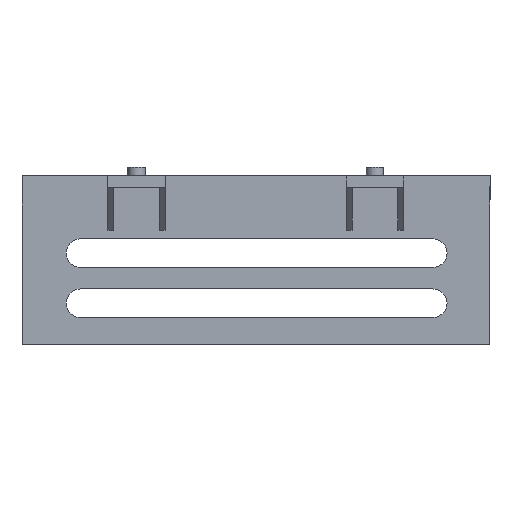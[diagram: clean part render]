
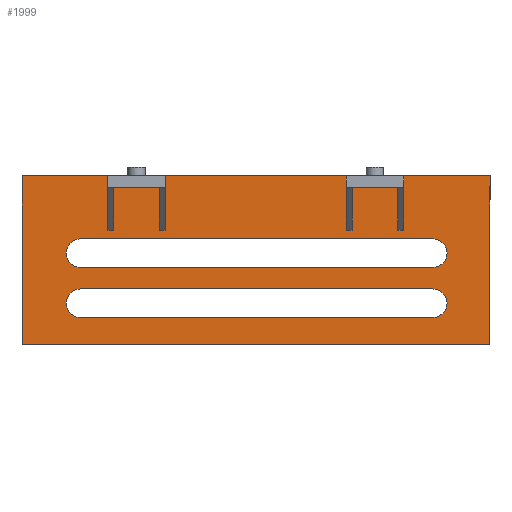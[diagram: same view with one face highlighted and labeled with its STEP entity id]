
A CAD part, front view. The second image highlights one B-rep face of the part: STEP entity #1999.
In plain terms, the highlighted planar face has unit normal (0, -1, 0).
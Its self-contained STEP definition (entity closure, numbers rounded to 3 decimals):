
#78=FACE_BOUND('',#370,.T.);
#79=FACE_BOUND('',#371,.T.);
#114=CIRCLE('',#2076,5.);
#117=CIRCLE('',#2081,5.);
#120=CIRCLE('',#2090,5.);
#123=CIRCLE('',#2095,5.);
#239=FACE_OUTER_BOUND('',#369,.T.);
#369=EDGE_LOOP('',(#1771,#1772,#1773,#1774,#1775,#1776,#1777,#1778,#1779,
#1780,#1781,#1782,#1783,#1784,#1785,#1786,#1787,#1788,#1789,#1790));
#370=EDGE_LOOP('',(#1791,#1792,#1793,#1794));
#371=EDGE_LOOP('',(#1795,#1796,#1797,#1798));
#443=LINE('',#2901,#663);
#452=LINE('',#2927,#672);
#457=LINE('',#2941,#677);
#466=LINE('',#2967,#686);
#478=LINE('',#3023,#698);
#487=LINE('',#3038,#707);
#505=LINE('',#3079,#725);
#508=LINE('',#3085,#728);
#510=LINE('',#3089,#730);
#518=LINE('',#3106,#738);
#519=LINE('',#3108,#739);
#521=LINE('',#3114,#741);
#524=LINE('',#3120,#744);
#526=LINE('',#3124,#746);
#550=LINE('',#3176,#770);
#551=LINE('',#3178,#771);
#555=LINE('',#3186,#775);
#557=LINE('',#3191,#777);
#563=LINE('',#3202,#783);
#565=LINE('',#3207,#785);
#591=LINE('',#3257,#811);
#596=LINE('',#3265,#816);
#597=LINE('',#3266,#817);
#598=LINE('',#3267,#818);
#663=VECTOR('',#2356,10.);
#672=VECTOR('',#2383,10.);
#677=VECTOR('',#2398,10.);
#686=VECTOR('',#2425,10.);
#698=VECTOR('',#2489,10.);
#707=VECTOR('',#2500,10.);
#725=VECTOR('',#2532,10.);
#728=VECTOR('',#2537,10.);
#730=VECTOR('',#2541,10.);
#738=VECTOR('',#2553,10.);
#739=VECTOR('',#2556,10.);
#741=VECTOR('',#2560,10.);
#744=VECTOR('',#2565,10.);
#746=VECTOR('',#2569,10.);
#770=VECTOR('',#2609,10.);
#771=VECTOR('',#2612,10.);
#775=VECTOR('',#2620,10.);
#777=VECTOR('',#2624,10.);
#783=VECTOR('',#2636,10.);
#785=VECTOR('',#2640,10.);
#811=VECTOR('',#2690,10.);
#816=VECTOR('',#2701,10.);
#817=VECTOR('',#2702,10.);
#818=VECTOR('',#2703,10.);
#886=VERTEX_POINT('',#2898);
#887=VERTEX_POINT('',#2900);
#892=VERTEX_POINT('',#2913);
#895=VERTEX_POINT('',#2923);
#898=VERTEX_POINT('',#2938);
#899=VERTEX_POINT('',#2940);
#904=VERTEX_POINT('',#2953);
#907=VERTEX_POINT('',#2963);
#924=VERTEX_POINT('',#3020);
#925=VERTEX_POINT('',#3022);
#930=VERTEX_POINT('',#3036);
#945=VERTEX_POINT('',#3076);
#946=VERTEX_POINT('',#3078);
#948=VERTEX_POINT('',#3084);
#949=VERTEX_POINT('',#3088);
#955=VERTEX_POINT('',#3102);
#956=VERTEX_POINT('',#3104);
#958=VERTEX_POINT('',#3111);
#959=VERTEX_POINT('',#3113);
#961=VERTEX_POINT('',#3119);
#962=VERTEX_POINT('',#3123);
#981=VERTEX_POINT('',#3172);
#982=VERTEX_POINT('',#3174);
#983=VERTEX_POINT('',#3182);
#986=VERTEX_POINT('',#3189);
#987=VERTEX_POINT('',#3198);
#990=VERTEX_POINT('',#3205);
#1002=VERTEX_POINT('',#3256);
#1095=EDGE_CURVE('',#887,#886,#443,.T.);
#1102=EDGE_CURVE('',#886,#892,#114,.T.);
#1106=EDGE_CURVE('',#895,#887,#117,.T.);
#1108=EDGE_CURVE('',#892,#895,#452,.T.);
#1115=EDGE_CURVE('',#899,#898,#457,.T.);
#1122=EDGE_CURVE('',#898,#904,#120,.T.);
#1126=EDGE_CURVE('',#907,#899,#123,.T.);
#1128=EDGE_CURVE('',#904,#907,#466,.T.);
#1154=EDGE_CURVE('',#924,#925,#478,.T.);
#1163=EDGE_CURVE('',#930,#924,#487,.T.);
#1182=EDGE_CURVE('',#946,#945,#505,.T.);
#1185=EDGE_CURVE('',#948,#946,#508,.T.);
#1187=EDGE_CURVE('',#949,#948,#510,.T.);
#1196=EDGE_CURVE('',#955,#956,#518,.T.);
#1197=EDGE_CURVE('',#956,#949,#519,.T.);
#1199=EDGE_CURVE('',#959,#958,#521,.T.);
#1202=EDGE_CURVE('',#961,#959,#524,.T.);
#1204=EDGE_CURVE('',#962,#961,#526,.T.);
#1230=EDGE_CURVE('',#981,#982,#550,.T.);
#1231=EDGE_CURVE('',#982,#962,#551,.T.);
#1235=EDGE_CURVE('',#983,#981,#555,.T.);
#1237=EDGE_CURVE('',#958,#986,#557,.T.);
#1243=EDGE_CURVE('',#987,#955,#563,.T.);
#1245=EDGE_CURVE('',#945,#990,#565,.T.);
#1271=EDGE_CURVE('',#1002,#925,#591,.T.);
#1276=EDGE_CURVE('',#1002,#990,#596,.T.);
#1277=EDGE_CURVE('',#983,#930,#597,.T.);
#1278=EDGE_CURVE('',#987,#986,#598,.T.);
#1771=ORIENTED_EDGE('',*,*,#1245,.T.);
#1772=ORIENTED_EDGE('',*,*,#1276,.F.);
#1773=ORIENTED_EDGE('',*,*,#1271,.T.);
#1774=ORIENTED_EDGE('',*,*,#1154,.F.);
#1775=ORIENTED_EDGE('',*,*,#1163,.F.);
#1776=ORIENTED_EDGE('',*,*,#1277,.F.);
#1777=ORIENTED_EDGE('',*,*,#1235,.T.);
#1778=ORIENTED_EDGE('',*,*,#1230,.T.);
#1779=ORIENTED_EDGE('',*,*,#1231,.T.);
#1780=ORIENTED_EDGE('',*,*,#1204,.T.);
#1781=ORIENTED_EDGE('',*,*,#1202,.T.);
#1782=ORIENTED_EDGE('',*,*,#1199,.T.);
#1783=ORIENTED_EDGE('',*,*,#1237,.T.);
#1784=ORIENTED_EDGE('',*,*,#1278,.F.);
#1785=ORIENTED_EDGE('',*,*,#1243,.T.);
#1786=ORIENTED_EDGE('',*,*,#1196,.T.);
#1787=ORIENTED_EDGE('',*,*,#1197,.T.);
#1788=ORIENTED_EDGE('',*,*,#1187,.T.);
#1789=ORIENTED_EDGE('',*,*,#1185,.T.);
#1790=ORIENTED_EDGE('',*,*,#1182,.T.);
#1791=ORIENTED_EDGE('',*,*,#1108,.T.);
#1792=ORIENTED_EDGE('',*,*,#1106,.T.);
#1793=ORIENTED_EDGE('',*,*,#1095,.T.);
#1794=ORIENTED_EDGE('',*,*,#1102,.T.);
#1795=ORIENTED_EDGE('',*,*,#1128,.T.);
#1796=ORIENTED_EDGE('',*,*,#1126,.T.);
#1797=ORIENTED_EDGE('',*,*,#1115,.T.);
#1798=ORIENTED_EDGE('',*,*,#1122,.T.);
#1900=PLANE('',#2169);
#1999=ADVANCED_FACE('',(#239,#78,#79),#1900,.T.);
#2076=AXIS2_PLACEMENT_3D('',#2915,#2367,#2368);
#2081=AXIS2_PLACEMENT_3D('',#2924,#2378,#2379);
#2090=AXIS2_PLACEMENT_3D('',#2955,#2409,#2410);
#2095=AXIS2_PLACEMENT_3D('',#2964,#2420,#2421);
#2169=AXIS2_PLACEMENT_3D('',#3264,#2699,#2700);
#2356=DIRECTION('',(-1.,0.,0.));
#2367=DIRECTION('center_axis',(0.,1.,0.));
#2368=DIRECTION('ref_axis',(0.,0.,-1.));
#2378=DIRECTION('center_axis',(0.,1.,0.));
#2379=DIRECTION('ref_axis',(0.,0.,1.));
#2383=DIRECTION('',(1.,0.,0.));
#2398=DIRECTION('',(-1.,0.,0.));
#2409=DIRECTION('center_axis',(0.,1.,0.));
#2410=DIRECTION('ref_axis',(0.,0.,-1.));
#2420=DIRECTION('center_axis',(0.,1.,0.));
#2421=DIRECTION('ref_axis',(0.,0.,1.));
#2425=DIRECTION('',(1.,0.,0.));
#2489=DIRECTION('',(-1.,0.,0.));
#2500=DIRECTION('',(0.,0.,-1.));
#2532=DIRECTION('',(-1.,0.,0.));
#2537=DIRECTION('',(0.,0.,-1.));
#2541=DIRECTION('',(-1.,0.,0.));
#2553=DIRECTION('',(-1.,0.,0.));
#2556=DIRECTION('',(0.,0.,1.));
#2560=DIRECTION('',(-1.,0.,0.));
#2565=DIRECTION('',(0.,0.,-1.));
#2569=DIRECTION('',(-1.,0.,0.));
#2609=DIRECTION('',(-1.,0.,0.));
#2612=DIRECTION('',(0.,0.,1.));
#2620=DIRECTION('',(0.,0.,-1.));
#2624=DIRECTION('',(0.,0.,1.));
#2636=DIRECTION('',(0.,0.,-1.));
#2640=DIRECTION('',(0.,0.,1.));
#2690=DIRECTION('',(0.,0.,-1.));
#2699=DIRECTION('center_axis',(0.,-1.,0.));
#2700=DIRECTION('ref_axis',(0.,0.,-1.));
#2701=DIRECTION('',(1.,0.,0.));
#2702=DIRECTION('',(1.,0.,0.));
#2703=DIRECTION('',(1.,0.,0.));
#2898=CARTESIAN_POINT('',(17.,0.,25.));
#2900=CARTESIAN_POINT('',(140.,0.,25.));
#2901=CARTESIAN_POINT('',(8.5,0.,25.));
#2913=CARTESIAN_POINT('',(17.002,0.,35.));
#2915=CARTESIAN_POINT('Origin',(17.,0.,30.));
#2923=CARTESIAN_POINT('',(140.,0.,35.));
#2924=CARTESIAN_POINT('Origin',(140.,0.,30.));
#2927=CARTESIAN_POINT('',(70.,0.,35.));
#2938=CARTESIAN_POINT('',(17.,0.,7.5));
#2940=CARTESIAN_POINT('',(140.,0.,7.5));
#2941=CARTESIAN_POINT('',(8.5,0.,7.5));
#2953=CARTESIAN_POINT('',(17.,0.,17.5));
#2955=CARTESIAN_POINT('Origin',(17.,0.,12.5));
#2963=CARTESIAN_POINT('',(140.,0.,17.5));
#2964=CARTESIAN_POINT('Origin',(140.,0.,12.5));
#2967=CARTESIAN_POINT('',(70.,0.,17.5));
#3020=CARTESIAN_POINT('',(160.,0.,-2.));
#3022=CARTESIAN_POINT('',(-3.5,0.,-2.));
#3023=CARTESIAN_POINT('',(0.,0.,-2.));
#3036=CARTESIAN_POINT('',(160.,0.,57.));
#3038=CARTESIAN_POINT('',(160.,0.,57.));
#3076=CARTESIAN_POINT('',(26.5,0.,38.));
#3078=CARTESIAN_POINT('',(28.5,0.,38.));
#3079=CARTESIAN_POINT('',(13.25,0.,38.));
#3084=CARTESIAN_POINT('',(28.5,0.,53.));
#3085=CARTESIAN_POINT('',(28.5,0.,51.25));
#3088=CARTESIAN_POINT('',(44.5,0.,53.));
#3089=CARTESIAN_POINT('',(18.25,0.,53.));
#3102=CARTESIAN_POINT('',(46.5,0.,38.));
#3104=CARTESIAN_POINT('',(44.5,0.,38.));
#3106=CARTESIAN_POINT('',(23.25,0.,38.));
#3108=CARTESIAN_POINT('',(44.5,0.,51.25));
#3111=CARTESIAN_POINT('',(109.8,0.,38.));
#3113=CARTESIAN_POINT('',(111.8,0.,38.));
#3114=CARTESIAN_POINT('',(54.9,0.,38.));
#3119=CARTESIAN_POINT('',(111.8,0.,53.));
#3120=CARTESIAN_POINT('',(111.8,0.,51.25));
#3123=CARTESIAN_POINT('',(127.8,0.,53.));
#3124=CARTESIAN_POINT('',(59.9,0.,53.));
#3172=CARTESIAN_POINT('',(129.8,0.,38.));
#3174=CARTESIAN_POINT('',(127.8,0.,38.));
#3176=CARTESIAN_POINT('',(64.9,0.,38.));
#3178=CARTESIAN_POINT('',(127.8,0.,51.25));
#3182=CARTESIAN_POINT('',(129.8,0.,57.));
#3186=CARTESIAN_POINT('',(129.8,0.,57.));
#3189=CARTESIAN_POINT('',(109.8,0.,57.));
#3191=CARTESIAN_POINT('',(109.8,0.,57.));
#3198=CARTESIAN_POINT('',(46.5,0.,57.));
#3202=CARTESIAN_POINT('',(46.5,0.,57.));
#3205=CARTESIAN_POINT('',(26.5,0.,57.));
#3207=CARTESIAN_POINT('',(26.5,0.,57.));
#3256=CARTESIAN_POINT('',(-3.5,0.,57.));
#3257=CARTESIAN_POINT('',(-3.5,0.,0.));
#3264=CARTESIAN_POINT('Origin',(0.,0.,57.));
#3265=CARTESIAN_POINT('',(0.,0.,57.));
#3266=CARTESIAN_POINT('',(0.,0.,57.));
#3267=CARTESIAN_POINT('',(0.,0.,57.));
